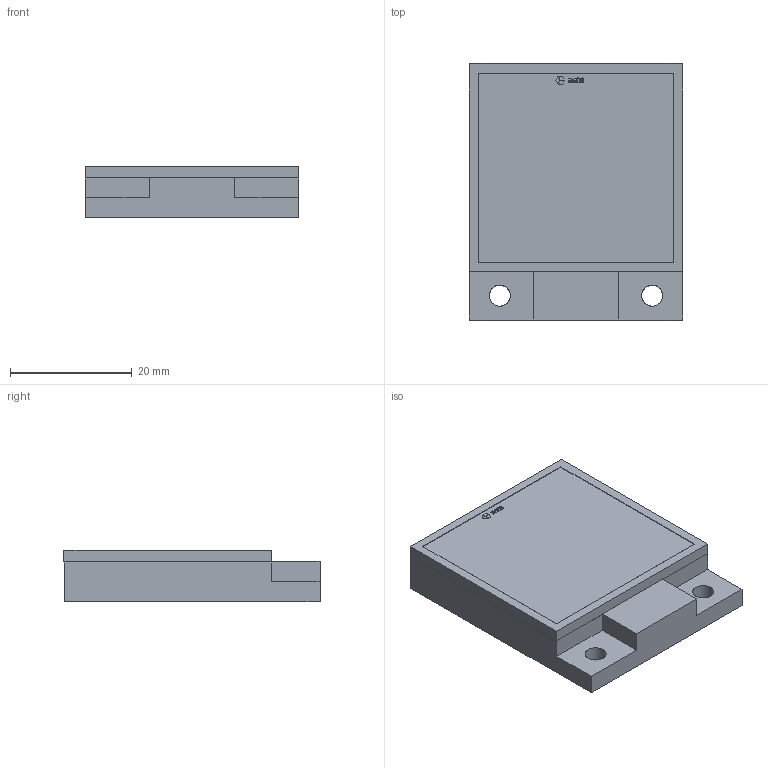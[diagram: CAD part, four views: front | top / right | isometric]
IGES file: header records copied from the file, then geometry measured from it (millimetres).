
Start section: SolidWorks IGES file using analytic representation for surfaces
Global section: file name: M334-10.IGS; native system: SolidWorks 2017; preprocessor: SolidWorks 2017; author: humarkus; date: 250822.113542; units: millimetre
Bounding box: 35.1 x 42.05 x 8.4 mm (x, y, z)
Surface area: 6850.2 mm2 (no closed solid volume)
Topology: 0 solids, 0 shells, 335 faces, 3532 edges, 3532 vertices
Faces by surface type: bspline 323, revolution 12
